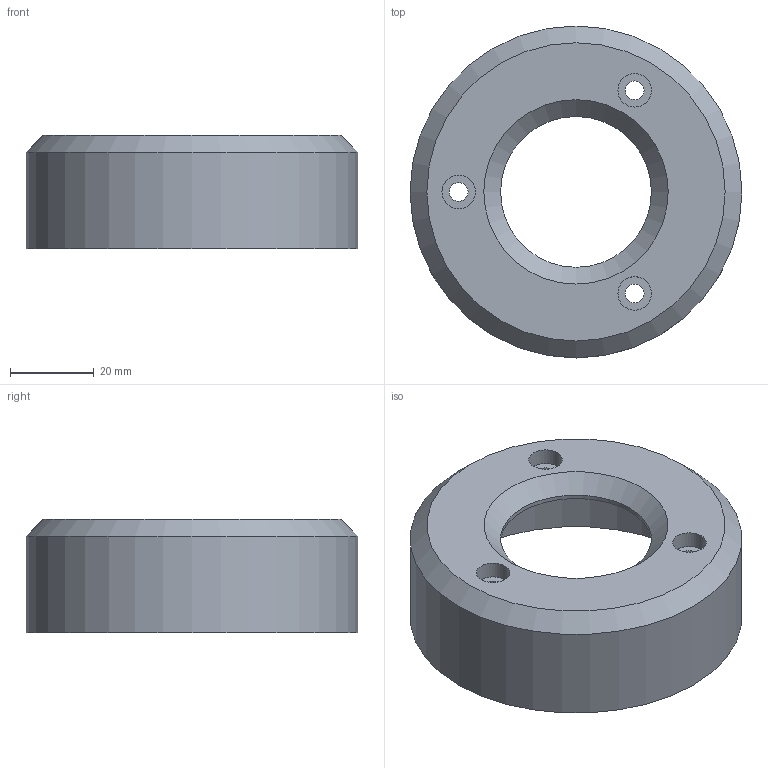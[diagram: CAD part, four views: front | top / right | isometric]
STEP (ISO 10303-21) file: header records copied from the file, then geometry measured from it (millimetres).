
FILE_DESCRIPTION(/* description */ (''),/* implementation_level */ '2;1');
FILE_NAME(/* name */ 'OpenATC-Body-top-cover.step',/* time_stamp */ '2025-11-16T14:43:25Z',/* author */ (''),/* organization */ (''),/* preprocessor_version */ 'ST-DEVELOPER v20.1',/* originating_system */ 'Autodesk Translation Framework v14.21.0.0',/* authorisation */ '');
FILE_SCHEMA (('AUTOMOTIVE_DESIGN { 1 0 10303 214 3 1 1 }'));
Length unit declared in the file: millimetre
Products named in the file (1): OpenATC-Body-top-cover
Bounding box: 79.2 x 79.2 x 27 mm (x, y, z)
Volume: 28215.9 mm3; surface area: 19656.7 mm2
Topology: 1 solids, 1 shells, 19 faces, 34 edges, 22 vertices
Faces by surface type: cylinder 10, plane 7, cone 2
Full cylindrical faces by diameter (mm): 4.5 x3, 8 x3, 36 x1, 70.5 x1, 75 x1, 79.2 x1
Entity records: 523 total; most frequent: DIRECTION 96, CARTESIAN_POINT 76, ORIENTED_EDGE 68, AXIS2_PLACEMENT_3D 42, EDGE_CURVE 34, EDGE_LOOP 32, CIRCLE 22, VERTEX_POINT 22
